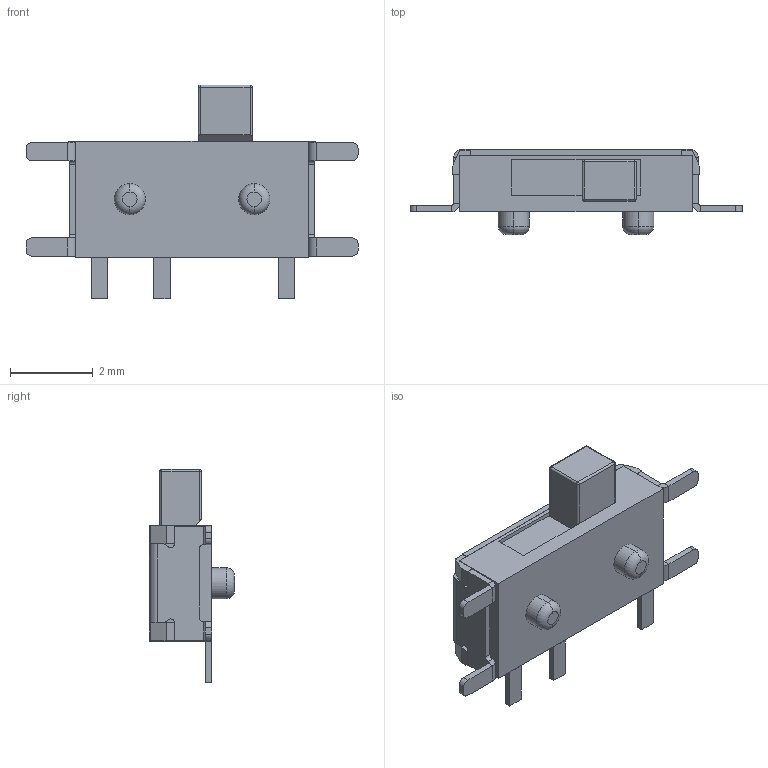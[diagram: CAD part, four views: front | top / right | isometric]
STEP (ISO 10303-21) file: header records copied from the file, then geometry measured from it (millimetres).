
FILE_DESCRIPTION (( 'STEP AP214' ), '1' );
FILE_NAME ('MSK12C02.STEP', '2025-02-11T01:00:05', ( '' ), ( '' ), 'SwSTEP 2.0', 'SolidWorks 2021', '' );
FILE_SCHEMA (( 'AUTOMOTIVE_DESIGN' ));
Length unit declared in the file: millimetre
Products named in the file (1): MSK12C02
Bounding box: 8 x 2.05 x 5.15 mm (x, y, z)
Volume: 27 mm3; surface area: 128.2 mm2
Topology: 6 solids, 6 shells, 191 faces, 468 edges, 288 vertices
Faces by surface type: plane 139, cylinder 44, torus 4, sphere 4
Entity records: 5559 total; most frequent: CARTESIAN_POINT 950, DIRECTION 940, ORIENTED_EDGE 928, EDGE_CURVE 464, VECTOR 368, LINE 368, VERTEX_POINT 288, AXIS2_PLACEMENT_3D 286
